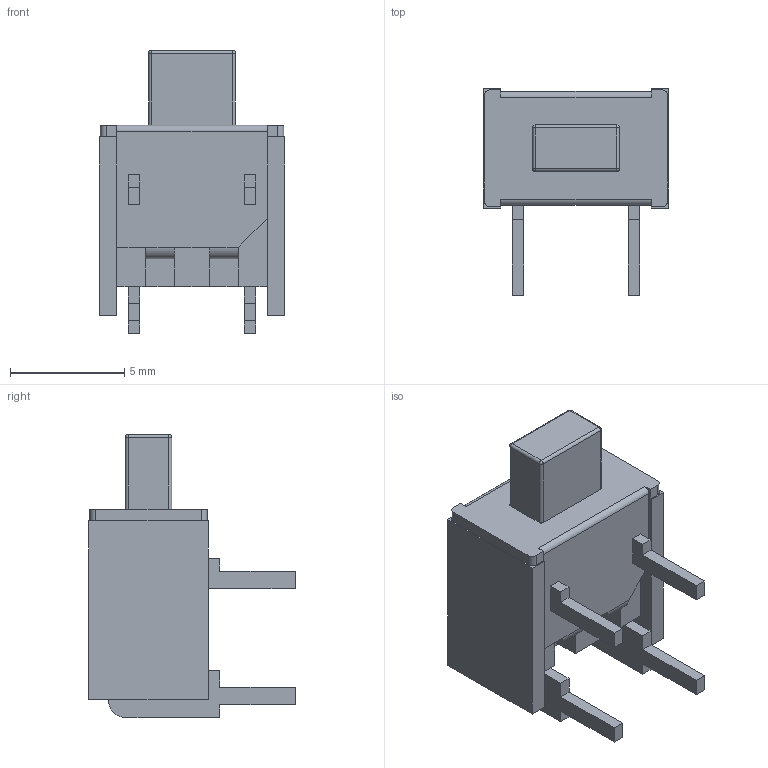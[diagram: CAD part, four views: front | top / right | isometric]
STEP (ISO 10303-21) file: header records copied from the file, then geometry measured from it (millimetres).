
FILE_DESCRIPTION((''),'2;1');
FILE_NAME('C-1825095-3','2010-12-14T',('workeradm'),('Tyco Electronics Ltd.'),'PRO/ENGINEER BY PARAMETRIC TECHNOLOGY CORPORATION, 2009300','PRO/ENGINEER BY PARAMETRIC TECHNOLOGY CORPORATION, 2009300','');
FILE_SCHEMA(('AUTOMOTIVE_DESIGN { 1 0 10303 214 1 1 1 1 }'));
Length unit declared in the file: inch
Products named in the file (1): C-1825095-3
Bounding box: 8.13 x 9.04 x 12.4 mm (x, y, z)
Volume: 321.7 mm3; surface area: 439.2 mm2
Topology: 1 solids, 1 shells, 121 faces, 308 edges, 192 vertices
Faces by surface type: plane 97, cylinder 20, sphere 4
Entity records: 3843 total; most frequent: CARTESIAN_POINT 623, ORIENTED_EDGE 616, DIRECTION 590, EDGE_CURVE 308, VECTOR 268, LINE 268, VERTEX_POINT 192, AXIS2_PLACEMENT_3D 161
